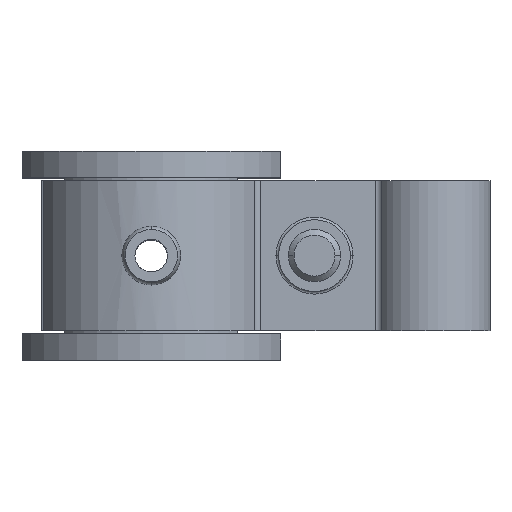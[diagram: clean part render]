
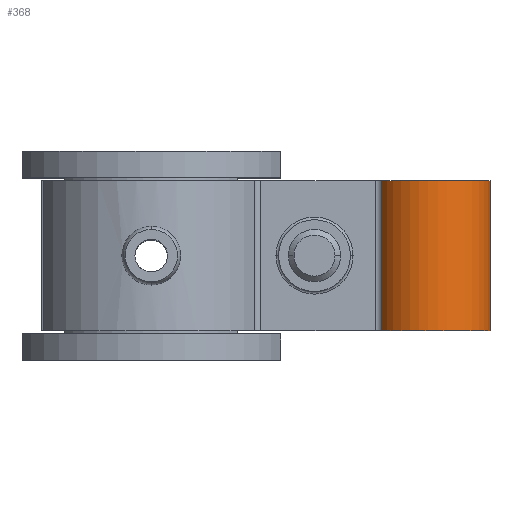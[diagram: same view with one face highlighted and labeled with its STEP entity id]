
A CAD part, front view. The second image highlights one B-rep face of the part: STEP entity #368.
In plain terms, the highlighted cylindrical face has radius 4.5 mm (diameter 9 mm), a partial arc.
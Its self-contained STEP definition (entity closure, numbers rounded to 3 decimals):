
#25 = VERTEX_POINT ( 'NONE', #1585 ) ;
#108 = DIRECTION ( 'NONE',  ( 0., 0., -1. ) ) ;
#134 = CARTESIAN_POINT ( 'NONE',  ( 36.103, -4.75, 5.75 ) ) ;
#168 = CARTESIAN_POINT ( 'NONE',  ( 36.103, -4.75, -5.75 ) ) ;
#177 = VERTEX_POINT ( 'NONE', #134 ) ;
#256 = EDGE_CURVE ( 'NONE', #25, #177, #5296, .T. ) ;
#327 = ORIENTED_EDGE ( 'NONE', *, *, #3854, .F. ) ;
#368 = ADVANCED_FACE ( 'NONE', ( #1562 ), #4767, .T. ) ;
#474 = AXIS2_PLACEMENT_3D ( 'NONE', #2908, #5604, #5164 ) ;
#549 = DIRECTION ( 'NONE',  ( 1., 0., 0. ) ) ;
#690 = CIRCLE ( 'NONE', #3633, 4.5 ) ;
#712 = CARTESIAN_POINT ( 'NONE',  ( 44.437, -3.25, -5.75 ) ) ;
#992 = VECTOR ( 'NONE', #1980, 1000. ) ;
#1170 = DIRECTION ( 'NONE',  ( 1., 0., 0. ) ) ;
#1195 = DIRECTION ( 'NONE',  ( 0., 0., -1. ) ) ;
#1562 = FACE_OUTER_BOUND ( 'NONE', #2713, .T. ) ;
#1585 = CARTESIAN_POINT ( 'NONE',  ( 44.437, -3.25, 5.75 ) ) ;
#1683 = EDGE_CURVE ( 'NONE', #25, #2894, #5161, .T. ) ;
#1980 = DIRECTION ( 'NONE',  ( 0., 0., -1. ) ) ;
#2321 = DIRECTION ( 'NONE',  ( 0., 0., -1. ) ) ;
#2378 = EDGE_CURVE ( 'NONE', #177, #2413, #5106, .T. ) ;
#2413 = VERTEX_POINT ( 'NONE', #168 ) ;
#2676 = ORIENTED_EDGE ( 'NONE', *, *, #2378, .T. ) ;
#2713 = EDGE_LOOP ( 'NONE', ( #2676, #327, #4244, #5554 ) ) ;
#2738 = AXIS2_PLACEMENT_3D ( 'NONE', #3703, #108, #549 ) ;
#2894 = VERTEX_POINT ( 'NONE', #712 ) ;
#2908 = CARTESIAN_POINT ( 'NONE',  ( 40., -2.5, 0. ) ) ;
#3633 = AXIS2_PLACEMENT_3D ( 'NONE', #5267, #1195, #1170 ) ;
#3703 = CARTESIAN_POINT ( 'NONE',  ( 40., -2.5, 5.75 ) ) ;
#3854 = EDGE_CURVE ( 'NONE', #2894, #2413, #690, .T. ) ;
#4244 = ORIENTED_EDGE ( 'NONE', *, *, #1683, .F. ) ;
#4570 = CARTESIAN_POINT ( 'NONE',  ( 36.103, -4.75, 0. ) ) ;
#4740 = CARTESIAN_POINT ( 'NONE',  ( 44.437, -3.25, 0. ) ) ;
#4767 = CYLINDRICAL_SURFACE ( 'NONE', #474, 4.5 ) ;
#5106 = LINE ( 'NONE', #4570, #5761 ) ;
#5161 = LINE ( 'NONE', #4740, #992 ) ;
#5164 = DIRECTION ( 'NONE',  ( 1., 0., 0. ) ) ;
#5267 = CARTESIAN_POINT ( 'NONE',  ( 40., -2.5, -5.75 ) ) ;
#5296 = CIRCLE ( 'NONE', #2738, 4.5 ) ;
#5554 = ORIENTED_EDGE ( 'NONE', *, *, #256, .T. ) ;
#5604 = DIRECTION ( 'NONE',  ( 0., 0., -1. ) ) ;
#5761 = VECTOR ( 'NONE', #2321, 1000. ) ;
